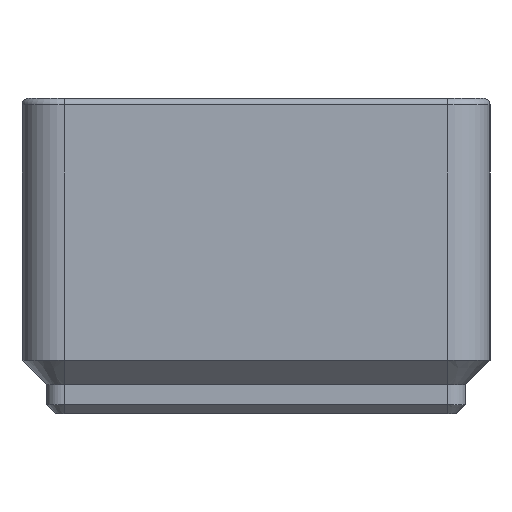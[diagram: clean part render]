
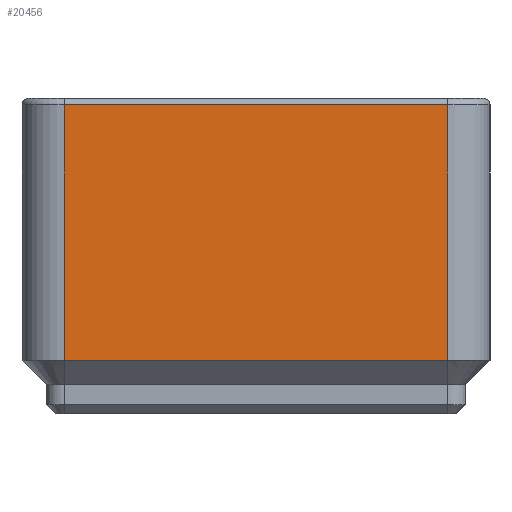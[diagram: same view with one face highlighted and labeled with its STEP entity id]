
A CAD part, left-side view. The second image highlights one B-rep face of the part: STEP entity #20456.
In plain terms, the highlighted planar face has unit normal (-1, 0, 0).
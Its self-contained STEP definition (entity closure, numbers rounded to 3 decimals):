
#19093 = VERTEX_POINT('',#19094);
#19094 = CARTESIAN_POINT('',(0.25,4.,27.4));
#19111 = CYLINDRICAL_SURFACE('',#19112,3.75);
#19112 = AXIS2_PLACEMENT_3D('',#19113,#19114,#19115);
#19113 = CARTESIAN_POINT('',(4.,4.,0.));
#19114 = DIRECTION('',(0.,0.,1.));
#19115 = DIRECTION('',(1.,0.,0.));
#19161 = CYLINDRICAL_SURFACE('',#19162,0.6);
#19162 = AXIS2_PLACEMENT_3D('',#19163,#19164,#19165);
#19163 = CARTESIAN_POINT('',(0.85,4.,27.4));
#19164 = DIRECTION('',(0.,-1.,0.));
#19165 = DIRECTION('',(1.,0.,0.));
#19540 = EDGE_CURVE('',#19541,#19093,#19543,.T.);
#19541 = VERTEX_POINT('',#19542);
#19542 = CARTESIAN_POINT('',(0.25,4.,4.75));
#19543 = SURFACE_CURVE('',#19544,(#19548,#19555),.PCURVE_S1.);
#19544 = LINE('',#19545,#19546);
#19545 = CARTESIAN_POINT('',(0.25,4.,0.));
#19546 = VECTOR('',#19547,1.);
#19547 = DIRECTION('',(0.,0.,1.));
#19548 = PCURVE('',#19111,#19549);
#19549 = DEFINITIONAL_REPRESENTATION('',(#19550),#19554);
#19550 = LINE('',#19551,#19552);
#19551 = CARTESIAN_POINT('',(3.142,0.));
#19552 = VECTOR('',#19553,1.);
#19553 = DIRECTION('',(0.,1.));
#19554 = ( GEOMETRIC_REPRESENTATION_CONTEXT(2) 
PARAMETRIC_REPRESENTATION_CONTEXT() REPRESENTATION_CONTEXT('2D SPACE',''
  ) );
#19555 = PCURVE('',#19556,#19561);
#19556 = PLANE('',#19557);
#19557 = AXIS2_PLACEMENT_3D('',#19558,#19559,#19560);
#19558 = CARTESIAN_POINT('',(0.25,21.,13.7));
#19559 = DIRECTION('',(-1.,0.,0.));
#19560 = DIRECTION('',(0.,0.,-1.));
#19561 = DEFINITIONAL_REPRESENTATION('',(#19562),#19566);
#19562 = LINE('',#19563,#19564);
#19563 = CARTESIAN_POINT('',(13.7,17.));
#19564 = VECTOR('',#19565,1.);
#19565 = DIRECTION('',(-1.,0.));
#19566 = ( GEOMETRIC_REPRESENTATION_CONTEXT(2) 
PARAMETRIC_REPRESENTATION_CONTEXT() REPRESENTATION_CONTEXT('2D SPACE',''
  ) );
#19622 = EDGE_CURVE('',#19623,#19093,#19625,.T.);
#19623 = VERTEX_POINT('',#19624);
#19624 = CARTESIAN_POINT('',(0.25,38.,27.4));
#19625 = SURFACE_CURVE('',#19626,(#19630,#19637),.PCURVE_S1.);
#19626 = LINE('',#19627,#19628);
#19627 = CARTESIAN_POINT('',(0.25,4.,27.4));
#19628 = VECTOR('',#19629,1.);
#19629 = DIRECTION('',(0.,-1.,0.));
#19630 = PCURVE('',#19161,#19631);
#19631 = DEFINITIONAL_REPRESENTATION('',(#19632),#19636);
#19632 = LINE('',#19633,#19634);
#19633 = CARTESIAN_POINT('',(3.142,0.));
#19634 = VECTOR('',#19635,1.);
#19635 = DIRECTION('',(0.,1.));
#19636 = ( GEOMETRIC_REPRESENTATION_CONTEXT(2) 
PARAMETRIC_REPRESENTATION_CONTEXT() REPRESENTATION_CONTEXT('2D SPACE',''
  ) );
#19637 = PCURVE('',#19556,#19638);
#19638 = DEFINITIONAL_REPRESENTATION('',(#19639),#19643);
#19639 = LINE('',#19640,#19641);
#19640 = CARTESIAN_POINT('',(-13.7,17.));
#19641 = VECTOR('',#19642,1.);
#19642 = DIRECTION('',(0.,1.));
#19643 = ( GEOMETRIC_REPRESENTATION_CONTEXT(2) 
PARAMETRIC_REPRESENTATION_CONTEXT() REPRESENTATION_CONTEXT('2D SPACE',''
  ) );
#20456 = ADVANCED_FACE('',(#20457),#19556,.T.);
#20457 = FACE_BOUND('',#20458,.T.);
#20458 = EDGE_LOOP('',(#20459,#20460,#20488,#20514));
#20459 = ORIENTED_EDGE('',*,*,#19622,.F.);
#20460 = ORIENTED_EDGE('',*,*,#20461,.F.);
#20461 = EDGE_CURVE('',#20462,#19623,#20464,.T.);
#20462 = VERTEX_POINT('',#20463);
#20463 = CARTESIAN_POINT('',(0.25,38.,4.75));
#20464 = SURFACE_CURVE('',#20465,(#20469,#20476),.PCURVE_S1.);
#20465 = LINE('',#20466,#20467);
#20466 = CARTESIAN_POINT('',(0.25,38.,0.));
#20467 = VECTOR('',#20468,1.);
#20468 = DIRECTION('',(0.,0.,1.));
#20469 = PCURVE('',#19556,#20470);
#20470 = DEFINITIONAL_REPRESENTATION('',(#20471),#20475);
#20471 = LINE('',#20472,#20473);
#20472 = CARTESIAN_POINT('',(13.7,-17.));
#20473 = VECTOR('',#20474,1.);
#20474 = DIRECTION('',(-1.,0.));
#20475 = ( GEOMETRIC_REPRESENTATION_CONTEXT(2) 
PARAMETRIC_REPRESENTATION_CONTEXT() REPRESENTATION_CONTEXT('2D SPACE',''
  ) );
#20476 = PCURVE('',#20477,#20482);
#20477 = CYLINDRICAL_SURFACE('',#20478,3.75);
#20478 = AXIS2_PLACEMENT_3D('',#20479,#20480,#20481);
#20479 = CARTESIAN_POINT('',(4.,38.,0.));
#20480 = DIRECTION('',(0.,0.,1.));
#20481 = DIRECTION('',(1.,0.,0.));
#20482 = DEFINITIONAL_REPRESENTATION('',(#20483),#20487);
#20483 = LINE('',#20484,#20485);
#20484 = CARTESIAN_POINT('',(3.142,0.));
#20485 = VECTOR('',#20486,1.);
#20486 = DIRECTION('',(0.,1.));
#20487 = ( GEOMETRIC_REPRESENTATION_CONTEXT(2) 
PARAMETRIC_REPRESENTATION_CONTEXT() REPRESENTATION_CONTEXT('2D SPACE',''
  ) );
#20488 = ORIENTED_EDGE('',*,*,#20489,.F.);
#20489 = EDGE_CURVE('',#19541,#20462,#20490,.T.);
#20490 = SURFACE_CURVE('',#20491,(#20495,#20502),.PCURVE_S1.);
#20491 = LINE('',#20492,#20493);
#20492 = CARTESIAN_POINT('',(0.25,12.5,4.75));
#20493 = VECTOR('',#20494,1.);
#20494 = DIRECTION('',(0.,1.,0.));
#20495 = PCURVE('',#19556,#20496);
#20496 = DEFINITIONAL_REPRESENTATION('',(#20497),#20501);
#20497 = LINE('',#20498,#20499);
#20498 = CARTESIAN_POINT('',(8.95,8.5));
#20499 = VECTOR('',#20500,1.);
#20500 = DIRECTION('',(0.,-1.));
#20501 = ( GEOMETRIC_REPRESENTATION_CONTEXT(2) 
PARAMETRIC_REPRESENTATION_CONTEXT() REPRESENTATION_CONTEXT('2D SPACE',''
  ) );
#20502 = PCURVE('',#20503,#20508);
#20503 = PLANE('',#20504);
#20504 = AXIS2_PLACEMENT_3D('',#20505,#20506,#20507);
#20505 = CARTESIAN_POINT('',(2.4,4.,2.6));
#20506 = DIRECTION('',(0.707,0.,0.707));
#20507 = DIRECTION('',(0.,-1.,0.));
#20508 = DEFINITIONAL_REPRESENTATION('',(#20509),#20513);
#20509 = LINE('',#20510,#20511);
#20510 = CARTESIAN_POINT('',(-8.5,-3.041));
#20511 = VECTOR('',#20512,1.);
#20512 = DIRECTION('',(-1.,0.));
#20513 = ( GEOMETRIC_REPRESENTATION_CONTEXT(2) 
PARAMETRIC_REPRESENTATION_CONTEXT() REPRESENTATION_CONTEXT('2D SPACE',''
  ) );
#20514 = ORIENTED_EDGE('',*,*,#19540,.T.);
